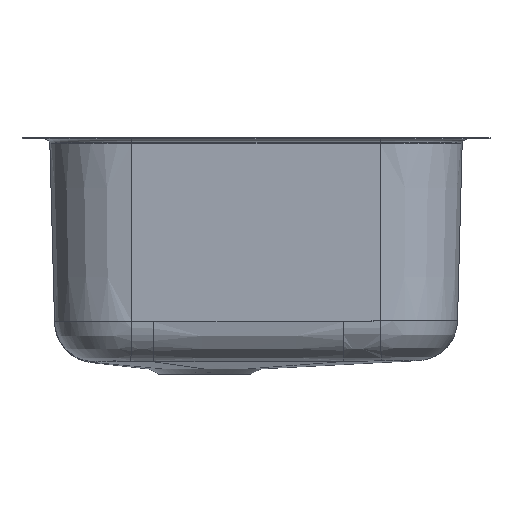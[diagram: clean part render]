
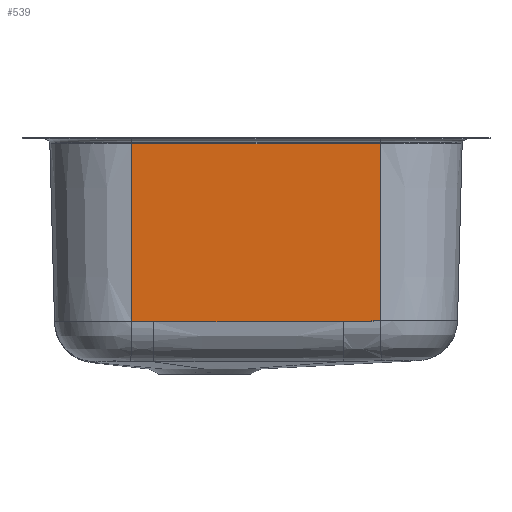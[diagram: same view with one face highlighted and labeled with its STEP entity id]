
A CAD part, left-side view. The second image highlights one B-rep face of the part: STEP entity #539.
In plain terms, the highlighted planar face has unit normal (-1, 0, -0.026).
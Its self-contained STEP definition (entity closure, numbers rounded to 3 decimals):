
#236=LINE('',#7268,#316);
#239=LINE('',#7278,#319);
#240=LINE('',#7280,#320);
#316=VECTOR('',#3340,1.);
#319=VECTOR('',#3349,1.);
#320=VECTOR('',#3352,1.);
#539=ADVANCED_FACE('',(#983),#655,.F.);
#655=PLANE('',#3029);
#802=B_SPLINE_CURVE_WITH_KNOTS('',3,(#6820,#6821,#6822,#6823),.UNSPECIFIED.,
.F.,.F.,(4,4),(0.,1.),.UNSPECIFIED.);
#804=B_SPLINE_CURVE_WITH_KNOTS('',3,(#6879,#6880,#6881,#6882,#6883,#6884,
#6885,#6886,#6887,#6888,#6889,#6890,#6891),.UNSPECIFIED.,.F.,.F.,(4,3,3,
3,4),(0.,0.124,0.539,0.816,1.),.UNSPECIFIED.);
#805=B_SPLINE_CURVE_WITH_KNOTS('',3,(#6912,#6913,#6914,#6915),.UNSPECIFIED.,
.F.,.F.,(4,4),(0.,1.),.UNSPECIFIED.);
#983=FACE_OUTER_BOUND('',#1164,.T.);
#1164=EDGE_LOOP('',(#1676,#1677,#1678,#1679,#1680,#1681));
#1676=ORIENTED_EDGE('',*,*,#2711,.T.);
#1677=ORIENTED_EDGE('',*,*,#2712,.T.);
#1678=ORIENTED_EDGE('',*,*,#2706,.F.);
#1679=ORIENTED_EDGE('',*,*,#2695,.T.);
#1680=ORIENTED_EDGE('',*,*,#2693,.T.);
#1681=ORIENTED_EDGE('',*,*,#2690,.T.);
#2347=VERTEX_POINT('',#6819);
#2348=VERTEX_POINT('',#6824);
#2349=VERTEX_POINT('',#6878);
#2350=VERTEX_POINT('',#6911);
#2355=VERTEX_POINT('',#7269);
#2358=VERTEX_POINT('',#7277);
#2690=EDGE_CURVE('',#2348,#2347,#802,.T.);
#2693=EDGE_CURVE('',#2349,#2348,#804,.T.);
#2695=EDGE_CURVE('',#2350,#2349,#805,.T.);
#2706=EDGE_CURVE('',#2350,#2355,#236,.T.);
#2711=EDGE_CURVE('',#2347,#2358,#239,.T.);
#2712=EDGE_CURVE('',#2358,#2355,#240,.T.);
#3029=AXIS2_PLACEMENT_3D('',#7281,#3353,#3354);
#3340=DIRECTION('',(-0.026,0.,1.));
#3349=DIRECTION('',(-0.026,0.,1.));
#3352=DIRECTION('',(0.,1.,0.));
#3353=DIRECTION('',(1.,0.,0.026));
#3354=DIRECTION('',(0.026,0.,-1.));
#6819=CARTESIAN_POINT('',(-366.333,-121.,-178.209));
#6820=CARTESIAN_POINT('',(-366.317,-85.035,-178.851));
#6821=CARTESIAN_POINT('',(-366.319,-97.025,-178.766));
#6822=CARTESIAN_POINT('',(-366.325,-109.013,-178.515));
#6823=CARTESIAN_POINT('',(-366.333,-121.,-178.209));
#6824=CARTESIAN_POINT('',(-366.317,-85.035,-178.851));
#6878=CARTESIAN_POINT('',(-366.307,99.515,-179.216));
#6879=CARTESIAN_POINT('',(-366.307,99.515,-179.216));
#6880=CARTESIAN_POINT('',(-366.307,91.869,-179.216));
#6881=CARTESIAN_POINT('',(-366.307,84.223,-179.214));
#6882=CARTESIAN_POINT('',(-366.307,76.576,-179.21));
#6883=CARTESIAN_POINT('',(-366.308,51.054,-179.197));
#6884=CARTESIAN_POINT('',(-366.309,25.531,-179.159));
#6885=CARTESIAN_POINT('',(-366.31,0.009,-179.101));
#6886=CARTESIAN_POINT('',(-366.311,-17.006,-179.061));
#6887=CARTESIAN_POINT('',(-366.312,-34.021,-179.014));
#6888=CARTESIAN_POINT('',(-366.314,-51.036,-178.961));
#6889=CARTESIAN_POINT('',(-366.315,-62.369,-178.926));
#6890=CARTESIAN_POINT('',(-366.316,-73.702,-178.889));
#6891=CARTESIAN_POINT('',(-366.317,-85.035,-178.851));
#6911=CARTESIAN_POINT('',(-366.314,121.,-178.944));
#6912=CARTESIAN_POINT('',(-366.314,121.,-178.944));
#6913=CARTESIAN_POINT('',(-366.31,113.839,-179.112));
#6914=CARTESIAN_POINT('',(-366.307,106.678,-179.216));
#6915=CARTESIAN_POINT('',(-366.307,99.515,-179.216));
#7268=CARTESIAN_POINT('',(-371.,121.,0.));
#7269=CARTESIAN_POINT('',(-370.846,121.,-5.869));
#7277=CARTESIAN_POINT('',(-370.846,-121.,-5.869));
#7278=CARTESIAN_POINT('',(-371.,-121.,0.));
#7280=CARTESIAN_POINT('',(-370.846,121.,-5.869));
#7281=CARTESIAN_POINT('',(-371.,0.,0.));
